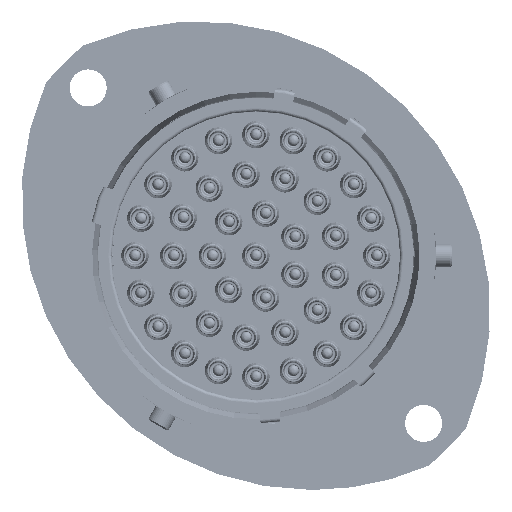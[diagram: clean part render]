
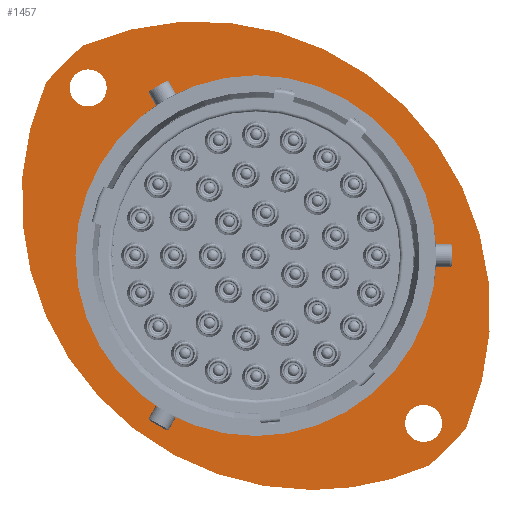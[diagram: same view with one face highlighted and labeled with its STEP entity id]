
A CAD part, left-side view. The second image highlights one B-rep face of the part: STEP entity #1457.
In plain terms, the highlighted planar face has unit normal (-1, 0, 0).
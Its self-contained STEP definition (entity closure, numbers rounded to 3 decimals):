
#1457 = ADVANCED_FACE ( 'NONE', ( #31158, #80457, #118282, #51918 ), #12218, .F. ) ;
#2643 = DIRECTION ( 'NONE',  ( 1., 0., 0. ) ) ;
#6261 = EDGE_CURVE ( 'NONE', #98386, #108640, #65698, .T. ) ;
#11214 = AXIS2_PLACEMENT_3D ( 'NONE', #22850, #61980, #51843 ) ;
#11613 = CARTESIAN_POINT ( 'NONE',  ( 4.955, 7.911, 15.862 ) ) ;
#12218 = PLANE ( 'NONE',  #110545 ) ;
#12399 = DIRECTION ( 'NONE',  ( 0., 0., -1. ) ) ;
#14541 = DIRECTION ( 'NONE',  ( 0., 0., -1. ) ) ;
#14575 = AXIS2_PLACEMENT_3D ( 'NONE', #62182, #22412, #43796 ) ;
#14654 = EDGE_CURVE ( 'NONE', #105002, #61879, #69087, .T. ) ;
#14728 = DIRECTION ( 'NONE',  ( 0., 0., 1. ) ) ;
#16016 = DIRECTION ( 'NONE',  ( -1., 0., 0. ) ) ;
#16051 = ORIENTED_EDGE ( 'NONE', *, *, #103031, .T. ) ;
#17092 = AXIS2_PLACEMENT_3D ( 'NONE', #34936, #52588, #14728 ) ;
#17119 = DIRECTION ( 'NONE',  ( -1., 0., 0. ) ) ;
#17932 = CARTESIAN_POINT ( 'NONE',  ( 4.955, 12.86, -4.907 ) ) ;
#19247 = CIRCLE ( 'NONE', #45470, 25.5 ) ;
#22412 = DIRECTION ( 'NONE',  ( -1., 0., 0. ) ) ;
#22483 = CARTESIAN_POINT ( 'NONE',  ( 4.955, 2.961, 4.992 ) ) ;
#22647 = EDGE_CURVE ( 'NONE', #104739, #107268, #112250, .T. ) ;
#22850 = CARTESIAN_POINT ( 'NONE',  ( 4.955, 22.618, 14.75 ) ) ;
#22931 = AXIS2_PLACEMENT_3D ( 'NONE', #30384, #32872, #14541 ) ;
#24919 = CARTESIAN_POINT ( 'NONE',  ( 4.955, 7.911, 0.042 ) ) ;
#25385 = CIRCLE ( 'NONE', #110133, 23.85 ) ;
#26705 = AXIS2_PLACEMENT_3D ( 'NONE', #22483, #99027, #12399 ) ;
#27106 = CARTESIAN_POINT ( 'NONE',  ( 4.955, -6.797, -13.04 ) ) ;
#30384 = CARTESIAN_POINT ( 'NONE',  ( 4.955, 2.961, 4.992 ) ) ;
#31158 = FACE_BOUND ( 'NONE', #95533, .T. ) ;
#31442 = EDGE_LOOP ( 'NONE', ( #121279, #109305, #52176, #119128, #16051 ) ) ;
#32872 = DIRECTION ( 'NONE',  ( -1., 0., 0. ) ) ;
#34872 = EDGE_CURVE ( 'NONE', #97904, #123329, #19247, .T. ) ;
#34936 = CARTESIAN_POINT ( 'NONE',  ( 4.955, 7.911, 0.042 ) ) ;
#38861 = CARTESIAN_POINT ( 'NONE',  ( 4.955, 22.618, 16.375 ) ) ;
#40630 = EDGE_CURVE ( 'NONE', #107268, #104739, #64472, .T. ) ;
#43796 = DIRECTION ( 'NONE',  ( 0., 0., -1. ) ) ;
#44186 = CARTESIAN_POINT ( 'NONE',  ( 4.955, 26.333, 15.189 ) ) ;
#44804 = CARTESIAN_POINT ( 'NONE',  ( 4.955, -10.512, -15.104 ) ) ;
#45087 = DIRECTION ( 'NONE',  ( -1., 0., 0. ) ) ;
#45470 = AXIS2_PLACEMENT_3D ( 'NONE', #17932, #45087, #103303 ) ;
#51718 = AXIS2_PLACEMENT_3D ( 'NONE', #106946, #118868, #107571 ) ;
#51843 = DIRECTION ( 'NONE',  ( 0., 0., -1. ) ) ;
#51918 = FACE_OUTER_BOUND ( 'NONE', #31442, .T. ) ;
#52176 = ORIENTED_EDGE ( 'NONE', *, *, #71512, .T. ) ;
#52588 = DIRECTION ( 'NONE',  ( -1., 0., 0. ) ) ;
#55550 = EDGE_LOOP ( 'NONE', ( #124006, #81554 ) ) ;
#58981 = AXIS2_PLACEMENT_3D ( 'NONE', #110835, #124628, #98639 ) ;
#61527 = VERTEX_POINT ( 'NONE', #44186 ) ;
#61715 = DIRECTION ( 'NONE',  ( 0., 0., -1. ) ) ;
#61879 = VERTEX_POINT ( 'NONE', #117780 ) ;
#61980 = DIRECTION ( 'NONE',  ( -1., 0., 0. ) ) ;
#62182 = CARTESIAN_POINT ( 'NONE',  ( 4.955, -6.797, -14.665 ) ) ;
#63022 = CIRCLE ( 'NONE', #58981, 1.625 ) ;
#63600 = CARTESIAN_POINT ( 'NONE',  ( 4.955, -6.797, -14.665 ) ) ;
#64105 = EDGE_CURVE ( 'NONE', #92074, #76000, #93613, .T. ) ;
#64472 = CIRCLE ( 'NONE', #110807, 15.82 ) ;
#65698 = CIRCLE ( 'NONE', #11214, 1.625 ) ;
#65929 = DIRECTION ( 'NONE',  ( 0., 0., 1. ) ) ;
#67744 = ORIENTED_EDGE ( 'NONE', *, *, #6261, .F. ) ;
#69087 = CIRCLE ( 'NONE', #14575, 1.625 ) ;
#71512 = EDGE_CURVE ( 'NONE', #76000, #97904, #25385, .T. ) ;
#74663 = CARTESIAN_POINT ( 'NONE',  ( 4.955, 7.911, 0.042 ) ) ;
#76000 = VERTEX_POINT ( 'NONE', #118049 ) ;
#80457 = FACE_BOUND ( 'NONE', #97425, .T. ) ;
#81554 = ORIENTED_EDGE ( 'NONE', *, *, #22647, .F. ) ;
#86321 = CIRCLE ( 'NONE', #108414, 1.625 ) ;
#87185 = EDGE_CURVE ( 'NONE', #61879, #105002, #86321, .T. ) ;
#88055 = CARTESIAN_POINT ( 'NONE',  ( 4.955, 22.618, 13.125 ) ) ;
#89366 = CARTESIAN_POINT ( 'NONE',  ( 4.955, 23.731, 0.042 ) ) ;
#89625 = DIRECTION ( 'NONE',  ( -1., 0., 0. ) ) ;
#90381 = EDGE_CURVE ( 'NONE', #61527, #92074, #95278, .T. ) ;
#90648 = CARTESIAN_POINT ( 'NONE',  ( 4.955, 2.961, -20.508 ) ) ;
#92074 = VERTEX_POINT ( 'NONE', #90648 ) ;
#93613 = CIRCLE ( 'NONE', #22931, 25.5 ) ;
#95278 = CIRCLE ( 'NONE', #26705, 25.5 ) ;
#95533 = EDGE_LOOP ( 'NONE', ( #67744, #119066 ) ) ;
#97425 = EDGE_LOOP ( 'NONE', ( #119133, #111556 ) ) ;
#97904 = VERTEX_POINT ( 'NONE', #44804 ) ;
#98386 = VERTEX_POINT ( 'NONE', #88055 ) ;
#98639 = DIRECTION ( 'NONE',  ( 0., 0., -1. ) ) ;
#99027 = DIRECTION ( 'NONE',  ( -1., 0., 0. ) ) ;
#99098 = EDGE_CURVE ( 'NONE', #108640, #98386, #63022, .T. ) ;
#99982 = CIRCLE ( 'NONE', #17092, 23.85 ) ;
#103031 = EDGE_CURVE ( 'NONE', #123329, #61527, #99982, .T. ) ;
#103303 = DIRECTION ( 'NONE',  ( 0., 0., -1. ) ) ;
#104739 = VERTEX_POINT ( 'NONE', #114957 ) ;
#105002 = VERTEX_POINT ( 'NONE', #27106 ) ;
#106946 = CARTESIAN_POINT ( 'NONE',  ( 4.955, 7.911, 0.042 ) ) ;
#107268 = VERTEX_POINT ( 'NONE', #11613 ) ;
#107571 = DIRECTION ( 'NONE',  ( 0., 0., 1. ) ) ;
#108414 = AXIS2_PLACEMENT_3D ( 'NONE', #63600, #89625, #61715 ) ;
#108640 = VERTEX_POINT ( 'NONE', #38861 ) ;
#109305 = ORIENTED_EDGE ( 'NONE', *, *, #64105, .T. ) ;
#109486 = DIRECTION ( 'NONE',  ( 0., 0., -1. ) ) ;
#110133 = AXIS2_PLACEMENT_3D ( 'NONE', #74663, #17119, #113132 ) ;
#110545 = AXIS2_PLACEMENT_3D ( 'NONE', #89366, #2643, #109486 ) ;
#110807 = AXIS2_PLACEMENT_3D ( 'NONE', #24919, #16016, #65929 ) ;
#110835 = CARTESIAN_POINT ( 'NONE',  ( 4.955, 22.618, 14.75 ) ) ;
#111556 = ORIENTED_EDGE ( 'NONE', *, *, #14654, .F. ) ;
#112250 = CIRCLE ( 'NONE', #51718, 15.82 ) ;
#112280 = CARTESIAN_POINT ( 'NONE',  ( 4.955, 23.057, 18.465 ) ) ;
#113132 = DIRECTION ( 'NONE',  ( 0., 0., 1. ) ) ;
#114957 = CARTESIAN_POINT ( 'NONE',  ( 4.955, 7.911, -15.778 ) ) ;
#117780 = CARTESIAN_POINT ( 'NONE',  ( 4.955, -6.797, -16.29 ) ) ;
#118049 = CARTESIAN_POINT ( 'NONE',  ( 4.955, -7.236, -18.38 ) ) ;
#118282 = FACE_BOUND ( 'NONE', #55550, .T. ) ;
#118868 = DIRECTION ( 'NONE',  ( -1., 0., 0. ) ) ;
#119066 = ORIENTED_EDGE ( 'NONE', *, *, #99098, .F. ) ;
#119128 = ORIENTED_EDGE ( 'NONE', *, *, #34872, .T. ) ;
#119133 = ORIENTED_EDGE ( 'NONE', *, *, #87185, .F. ) ;
#121279 = ORIENTED_EDGE ( 'NONE', *, *, #90381, .T. ) ;
#123329 = VERTEX_POINT ( 'NONE', #112280 ) ;
#124006 = ORIENTED_EDGE ( 'NONE', *, *, #40630, .F. ) ;
#124628 = DIRECTION ( 'NONE',  ( -1., 0., 0. ) ) ;
